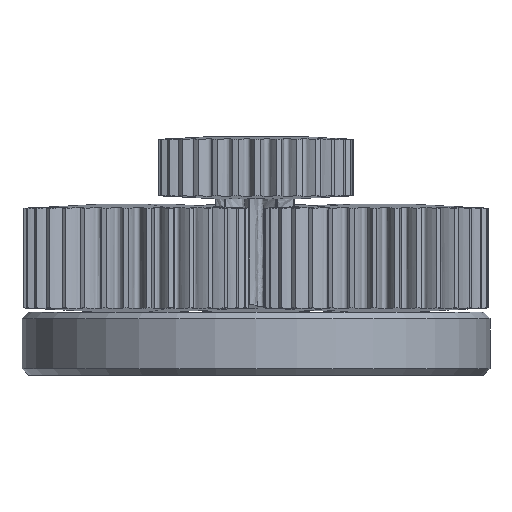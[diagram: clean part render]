
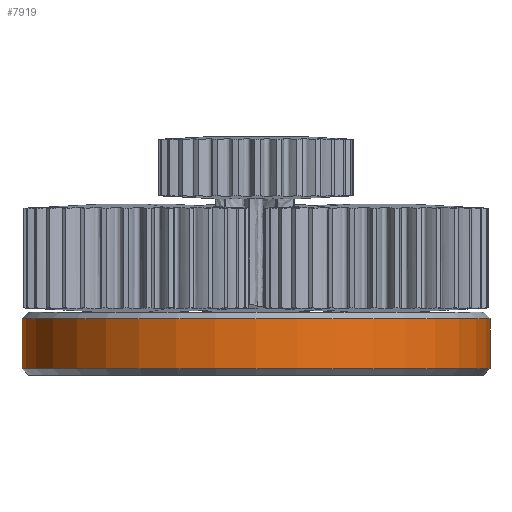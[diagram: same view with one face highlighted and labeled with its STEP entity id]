
A CAD part, front view. The second image highlights one B-rep face of the part: STEP entity #7919.
In plain terms, the highlighted cylindrical face has radius 17.35 mm (diameter 34.7 mm), a partial arc.
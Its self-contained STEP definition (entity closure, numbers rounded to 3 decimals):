
#499 = VECTOR ( 'NONE', #1531, 1000. ) ;
#1446 = CARTESIAN_POINT ( 'NONE',  ( 0., 0., 1.85 ) ) ;
#1531 = DIRECTION ( 'NONE',  ( 0., 0., -1. ) ) ;
#2806 = EDGE_CURVE ( 'NONE', #26088, #21688, #20937, .T. ) ;
#3499 = DIRECTION ( 'NONE',  ( 1., 0., 0. ) ) ;
#4673 = CARTESIAN_POINT ( 'NONE',  ( 0., 0., 2.35 ) ) ;
#5097 = VERTEX_POINT ( 'NONE', #11120 ) ;
#7342 = VERTEX_POINT ( 'NONE', #23548 ) ;
#7422 = CARTESIAN_POINT ( 'NONE',  ( 0., 0., -1.85 ) ) ;
#7591 = VECTOR ( 'NONE', #24644, 1000. ) ;
#7919 = ADVANCED_FACE ( 'NONE', ( #14901 ), #9492, .T. ) ;
#7989 = ORIENTED_EDGE ( 'NONE', *, *, #21949, .F. ) ;
#8562 = CARTESIAN_POINT ( 'NONE',  ( -17.35, 0., -1.85 ) ) ;
#9479 = DIRECTION ( 'NONE',  ( 1., 0., 0. ) ) ;
#9492 = CYLINDRICAL_SURFACE ( 'NONE', #20342, 17.35 ) ;
#11120 = CARTESIAN_POINT ( 'NONE',  ( 17.35, 0., -1.85 ) ) ;
#11554 = EDGE_CURVE ( 'NONE', #7342, #26088, #15702, .T. ) ;
#11850 = CARTESIAN_POINT ( 'NONE',  ( -17.35, 0., 1.85 ) ) ;
#11900 = CIRCLE ( 'NONE', #20330, 17.35 ) ;
#12459 = CARTESIAN_POINT ( 'NONE',  ( 17.35, 0., 2.35 ) ) ;
#14901 = FACE_OUTER_BOUND ( 'NONE', #18240, .T. ) ;
#15702 = CIRCLE ( 'NONE', #23800, 17.35 ) ;
#15757 = DIRECTION ( 'NONE',  ( 0., 0., -1. ) ) ;
#15833 = CARTESIAN_POINT ( 'NONE',  ( -17.35, 0., 2.35 ) ) ;
#15939 = ORIENTED_EDGE ( 'NONE', *, *, #17550, .T. ) ;
#16569 = ORIENTED_EDGE ( 'NONE', *, *, #11554, .T. ) ;
#16657 = ORIENTED_EDGE ( 'NONE', *, *, #2806, .T. ) ;
#16932 = DIRECTION ( 'NONE',  ( -1., 0., 0. ) ) ;
#17550 = EDGE_CURVE ( 'NONE', #21688, #5097, #11900, .T. ) ;
#18240 = EDGE_LOOP ( 'NONE', ( #7989, #16569, #16657, #15939 ) ) ;
#18439 = LINE ( 'NONE', #12459, #7591 ) ;
#20330 = AXIS2_PLACEMENT_3D ( 'NONE', #7422, #21679, #9479 ) ;
#20342 = AXIS2_PLACEMENT_3D ( 'NONE', #4673, #21993, #16932 ) ;
#20937 = LINE ( 'NONE', #15833, #499 ) ;
#21679 = DIRECTION ( 'NONE',  ( 0., 0., 1. ) ) ;
#21688 = VERTEX_POINT ( 'NONE', #8562 ) ;
#21949 = EDGE_CURVE ( 'NONE', #7342, #5097, #18439, .T. ) ;
#21993 = DIRECTION ( 'NONE',  ( 0., 0., -1. ) ) ;
#23548 = CARTESIAN_POINT ( 'NONE',  ( 17.35, 0., 1.85 ) ) ;
#23800 = AXIS2_PLACEMENT_3D ( 'NONE', #1446, #15757, #3499 ) ;
#24644 = DIRECTION ( 'NONE',  ( 0., 0., -1. ) ) ;
#26088 = VERTEX_POINT ( 'NONE', #11850 ) ;
